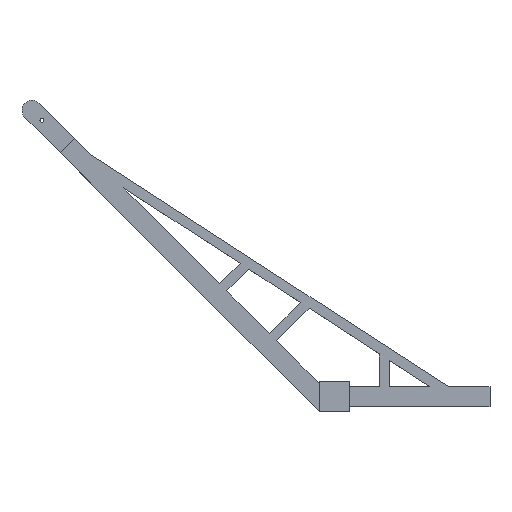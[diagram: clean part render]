
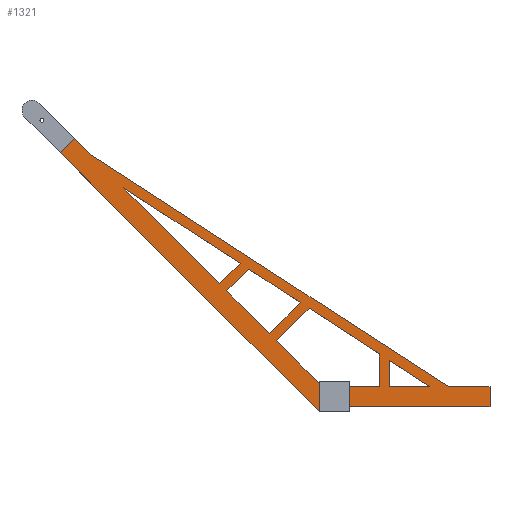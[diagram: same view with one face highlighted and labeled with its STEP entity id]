
A CAD part, top view. The second image highlights one B-rep face of the part: STEP entity #1321.
In plain terms, the highlighted planar face has unit normal (0, 0, 1).
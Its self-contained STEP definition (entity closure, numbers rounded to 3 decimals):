
#34=FACE_BOUND('',#169,.T.);
#35=FACE_BOUND('',#170,.T.);
#36=FACE_BOUND('',#171,.T.);
#86=FACE_OUTER_BOUND('',#168,.T.);
#168=EDGE_LOOP('',(#1103,#1104,#1105,#1106,#1107,#1108,#1109,#1110,#1111,
#1112,#1113,#1114,#1115,#1116));
#169=EDGE_LOOP('',(#1117,#1118,#1119));
#170=EDGE_LOOP('',(#1120,#1121,#1122,#1123));
#171=EDGE_LOOP('',(#1124,#1125,#1126));
#204=LINE('',#1817,#375);
#230=LINE('',#1874,#401);
#254=LINE('',#1923,#425);
#258=LINE('',#1930,#429);
#260=LINE('',#1935,#431);
#264=LINE('',#1942,#435);
#265=LINE('',#1945,#436);
#267=LINE('',#1948,#438);
#268=LINE('',#1951,#439);
#270=LINE('',#1954,#441);
#271=LINE('',#1956,#442);
#272=LINE('',#1959,#443);
#274=LINE('',#1963,#445);
#294=LINE('',#2009,#465);
#296=LINE('',#2013,#467);
#299=LINE('',#2018,#470);
#304=LINE('',#2029,#475);
#313=LINE('',#2045,#484);
#317=LINE('',#2053,#488);
#320=LINE('',#2059,#491);
#322=LINE('',#2063,#493);
#324=LINE('',#2067,#495);
#325=LINE('',#2069,#496);
#326=LINE('',#2070,#497);
#375=VECTOR('',#1478,10.);
#401=VECTOR('',#1530,10.);
#425=VECTOR('',#1558,10.);
#429=VECTOR('',#1564,10.);
#431=VECTOR('',#1568,10.);
#435=VECTOR('',#1574,10.);
#436=VECTOR('',#1577,10.);
#438=VECTOR('',#1581,10.);
#439=VECTOR('',#1584,10.);
#441=VECTOR('',#1588,10.);
#442=VECTOR('',#1591,10.);
#443=VECTOR('',#1594,10.);
#445=VECTOR('',#1598,10.);
#465=VECTOR('',#1644,10.);
#467=VECTOR('',#1648,10.);
#470=VECTOR('',#1653,10.);
#475=VECTOR('',#1662,10.);
#484=VECTOR('',#1675,10.);
#488=VECTOR('',#1685,10.);
#491=VECTOR('',#1690,10.);
#493=VECTOR('',#1694,10.);
#495=VECTOR('',#1698,10.);
#496=VECTOR('',#1701,10.);
#497=VECTOR('',#1702,10.);
#558=VERTEX_POINT('',#1814);
#559=VERTEX_POINT('',#1816);
#577=VERTEX_POINT('',#1872);
#599=VERTEX_POINT('',#1920);
#600=VERTEX_POINT('',#1922);
#601=VERTEX_POINT('',#1926);
#602=VERTEX_POINT('',#1928);
#603=VERTEX_POINT('',#1932);
#604=VERTEX_POINT('',#1934);
#605=VERTEX_POINT('',#1938);
#606=VERTEX_POINT('',#1940);
#607=VERTEX_POINT('',#1944);
#608=VERTEX_POINT('',#1950);
#609=VERTEX_POINT('',#1958);
#610=VERTEX_POINT('',#1962);
#623=VERTEX_POINT('',#2008);
#624=VERTEX_POINT('',#2012);
#625=VERTEX_POINT('',#2016);
#634=VERTEX_POINT('',#2044);
#635=VERTEX_POINT('',#2051);
#636=VERTEX_POINT('',#2055);
#637=VERTEX_POINT('',#2057);
#638=VERTEX_POINT('',#2061);
#639=VERTEX_POINT('',#2065);
#681=EDGE_CURVE('',#559,#558,#204,.T.);
#710=EDGE_CURVE('',#558,#577,#230,.T.);
#734=EDGE_CURVE('',#600,#599,#254,.T.);
#738=EDGE_CURVE('',#602,#601,#258,.T.);
#740=EDGE_CURVE('',#604,#603,#260,.T.);
#744=EDGE_CURVE('',#606,#605,#264,.T.);
#745=EDGE_CURVE('',#607,#605,#265,.T.);
#747=EDGE_CURVE('',#603,#601,#267,.T.);
#748=EDGE_CURVE('',#608,#559,#268,.T.);
#750=EDGE_CURVE('',#606,#607,#270,.T.);
#751=EDGE_CURVE('',#602,#604,#271,.T.);
#752=EDGE_CURVE('',#609,#600,#272,.T.);
#754=EDGE_CURVE('',#610,#608,#274,.T.);
#776=EDGE_CURVE('',#623,#610,#294,.T.);
#778=EDGE_CURVE('',#624,#623,#296,.T.);
#781=EDGE_CURVE('',#577,#625,#299,.T.);
#786=EDGE_CURVE('',#609,#625,#304,.T.);
#795=EDGE_CURVE('',#624,#634,#313,.T.);
#799=EDGE_CURVE('',#599,#635,#317,.T.);
#802=EDGE_CURVE('',#636,#637,#320,.T.);
#804=EDGE_CURVE('',#637,#638,#322,.T.);
#806=EDGE_CURVE('',#639,#634,#324,.T.);
#807=EDGE_CURVE('',#639,#635,#325,.T.);
#808=EDGE_CURVE('',#638,#636,#326,.T.);
#1103=ORIENTED_EDGE('',*,*,#710,.T.);
#1104=ORIENTED_EDGE('',*,*,#781,.T.);
#1105=ORIENTED_EDGE('',*,*,#786,.F.);
#1106=ORIENTED_EDGE('',*,*,#752,.T.);
#1107=ORIENTED_EDGE('',*,*,#734,.T.);
#1108=ORIENTED_EDGE('',*,*,#799,.T.);
#1109=ORIENTED_EDGE('',*,*,#807,.F.);
#1110=ORIENTED_EDGE('',*,*,#806,.T.);
#1111=ORIENTED_EDGE('',*,*,#795,.F.);
#1112=ORIENTED_EDGE('',*,*,#778,.T.);
#1113=ORIENTED_EDGE('',*,*,#776,.T.);
#1114=ORIENTED_EDGE('',*,*,#754,.T.);
#1115=ORIENTED_EDGE('',*,*,#748,.T.);
#1116=ORIENTED_EDGE('',*,*,#681,.T.);
#1117=ORIENTED_EDGE('',*,*,#808,.T.);
#1118=ORIENTED_EDGE('',*,*,#802,.T.);
#1119=ORIENTED_EDGE('',*,*,#804,.T.);
#1120=ORIENTED_EDGE('',*,*,#738,.F.);
#1121=ORIENTED_EDGE('',*,*,#751,.T.);
#1122=ORIENTED_EDGE('',*,*,#740,.T.);
#1123=ORIENTED_EDGE('',*,*,#747,.T.);
#1124=ORIENTED_EDGE('',*,*,#744,.F.);
#1125=ORIENTED_EDGE('',*,*,#750,.T.);
#1126=ORIENTED_EDGE('',*,*,#745,.T.);
#1251=PLANE('',#1425);
#1321=ADVANCED_FACE('',(#86,#34,#35,#36),#1251,.T.);
#1425=AXIS2_PLACEMENT_3D('',#2068,#1699,#1700);
#1478=DIRECTION('',(-0.707,0.707,0.));
#1530=DIRECTION('',(-0.707,-0.707,0.));
#1558=DIRECTION('',(0.707,0.707,0.));
#1564=DIRECTION('',(0.707,0.707,0.));
#1568=DIRECTION('',(0.707,0.707,0.));
#1574=DIRECTION('',(0.707,0.707,0.));
#1577=DIRECTION('',(0.839,-0.545,0.));
#1581=DIRECTION('',(0.839,-0.545,0.));
#1584=DIRECTION('',(-0.839,0.545,0.));
#1588=DIRECTION('',(-0.707,0.707,0.));
#1591=DIRECTION('',(-0.707,0.707,0.));
#1594=DIRECTION('',(-0.707,0.707,0.));
#1598=DIRECTION('',(-1.,0.,0.));
#1644=DIRECTION('',(0.,1.,0.));
#1648=DIRECTION('',(1.,0.,0.));
#1653=DIRECTION('',(0.707,-0.707,0.));
#1662=DIRECTION('',(0.,-1.,0.));
#1675=DIRECTION('',(0.,1.,0.));
#1685=DIRECTION('',(0.839,-0.545,0.));
#1690=DIRECTION('',(0.839,-0.545,0.));
#1694=DIRECTION('',(-1.,0.,0.));
#1698=DIRECTION('',(-1.,0.,0.));
#1699=DIRECTION('center_axis',(0.,0.,1.));
#1700=DIRECTION('ref_axis',(1.,0.,0.));
#1701=DIRECTION('',(0.,1.,0.));
#1702=DIRECTION('',(0.,1.,0.));
#1814=CARTESIAN_POINT('',(-1217.157,1358.579,50.));
#1816=CARTESIAN_POINT('',(-1141.984,1283.406,50.));
#1817=CARTESIAN_POINT('',(-1429.289,1570.711,50.));
#1872=CARTESIAN_POINT('',(-1287.868,1287.868,50.));
#1874=CARTESIAN_POINT('',(-1108.763,1466.973,50.));
#1920=CARTESIAN_POINT('',(-50.631,515.054,50.));
#1922=CARTESIAN_POINT('',(-212.132,353.553,50.));
#1923=CARTESIAN_POINT('',(-212.132,353.553,50.));
#1926=CARTESIAN_POINT('',(-93.501,542.895,50.));
#1928=CARTESIAN_POINT('',(-247.487,388.909,50.));
#1930=CARTESIAN_POINT('',(-247.487,388.909,50.));
#1932=CARTESIAN_POINT('',(-350.723,709.937,50.));
#1934=CARTESIAN_POINT('',(-459.619,601.041,50.));
#1935=CARTESIAN_POINT('',(-459.619,601.041,50.));
#1938=CARTESIAN_POINT('',(-393.594,737.777,50.));
#1940=CARTESIAN_POINT('',(-494.975,636.396,50.));
#1942=CARTESIAN_POINT('',(-494.975,636.396,50.));
#1944=CARTESIAN_POINT('',(-971.934,1113.356,50.));
#1945=CARTESIAN_POINT('',(-971.992,1113.393,50.));
#1948=CARTESIAN_POINT('',(-971.992,1113.393,50.));
#1950=CARTESIAN_POINT('',(641.804,125.,50.));
#1951=CARTESIAN_POINT('',(641.804,125.,50.));
#1954=CARTESIAN_POINT('',(-1429.289,1570.711,50.));
#1956=CARTESIAN_POINT('',(-1429.289,1570.711,50.));
#1958=CARTESIAN_POINT('',(0.,141.421,50.));
#1959=CARTESIAN_POINT('',(-1429.289,1570.711,50.));
#1962=CARTESIAN_POINT('',(850.,125.,50.));
#1963=CARTESIAN_POINT('',(150.,125.,50.));
#2008=CARTESIAN_POINT('',(850.,25.,50.));
#2009=CARTESIAN_POINT('',(850.,125.,50.));
#2012=CARTESIAN_POINT('',(150.,25.,50.));
#2013=CARTESIAN_POINT('',(850.,25.,50.));
#2016=CARTESIAN_POINT('',(0.,0.,50.));
#2018=CARTESIAN_POINT('',(0.,0.,50.));
#2029=CARTESIAN_POINT('',(0.,472.452,50.));
#2044=CARTESIAN_POINT('',(150.,125.,50.));
#2045=CARTESIAN_POINT('',(150.,37.5,50.));
#2051=CARTESIAN_POINT('',(300.,287.352,50.));
#2053=CARTESIAN_POINT('',(-971.992,1113.393,50.));
#2055=CARTESIAN_POINT('',(350.,254.882,50.));
#2057=CARTESIAN_POINT('',(550.,125.,50.));
#2059=CARTESIAN_POINT('',(-971.992,1113.393,50.));
#2061=CARTESIAN_POINT('',(350.,125.,50.));
#2063=CARTESIAN_POINT('',(150.,125.,50.));
#2065=CARTESIAN_POINT('',(300.,125.,50.));
#2067=CARTESIAN_POINT('',(150.,125.,50.));
#2068=CARTESIAN_POINT('Origin',(500.,75.,50.));
#2069=CARTESIAN_POINT('',(300.,125.,50.));
#2070=CARTESIAN_POINT('',(350.,125.,50.));
